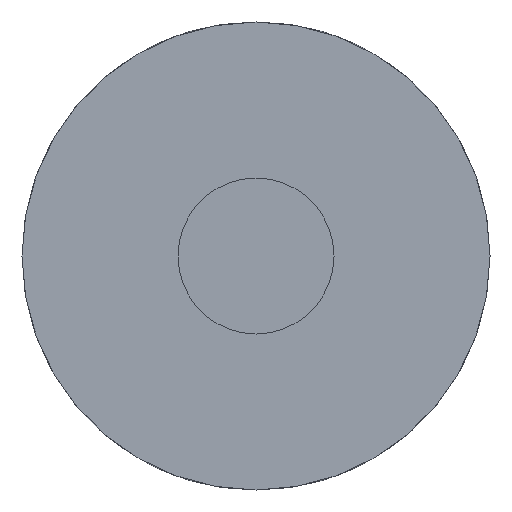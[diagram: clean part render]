
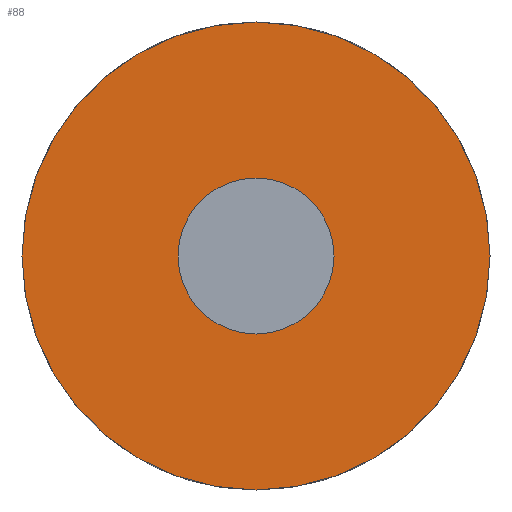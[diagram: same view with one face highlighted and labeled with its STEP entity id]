
A CAD part, front view. The second image highlights one B-rep face of the part: STEP entity #88.
In plain terms, the highlighted planar face has unit normal (0, -1, 0).
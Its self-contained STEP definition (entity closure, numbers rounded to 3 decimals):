
#2 = ORIENTED_EDGE ( 'NONE', *, *, #244, .F. ) ;
#5 = CIRCLE ( 'NONE', #329, 10. ) ;
#33 = DIRECTION ( 'NONE',  ( 0., -1., 0. ) ) ;
#52 = PLANE ( 'NONE',  #345 ) ;
#71 = AXIS2_PLACEMENT_3D ( 'NONE', #490, #442, #451 ) ;
#83 = ORIENTED_EDGE ( 'NONE', *, *, #411, .F. ) ;
#88 = ADVANCED_FACE ( 'NONE', ( #179, #94 ), #52, .F. ) ;
#94 = FACE_OUTER_BOUND ( 'NONE', #366, .T. ) ;
#97 = VERTEX_POINT ( 'NONE', #173 ) ;
#105 = CARTESIAN_POINT ( 'NONE',  ( 0., 0., 0. ) ) ;
#108 = CARTESIAN_POINT ( 'NONE',  ( 0., 0., -10. ) ) ;
#117 = CARTESIAN_POINT ( 'NONE',  ( 0., 0., 10. ) ) ;
#154 = DIRECTION ( 'NONE',  ( 0., 0., 1. ) ) ;
#161 = DIRECTION ( 'NONE',  ( 0., 1., 0. ) ) ;
#173 = CARTESIAN_POINT ( 'NONE',  ( 0., 0., 30. ) ) ;
#179 = FACE_BOUND ( 'NONE', #331, .T. ) ;
#208 = DIRECTION ( 'NONE',  ( 0., 1., 0. ) ) ;
#213 = VERTEX_POINT ( 'NONE', #108 ) ;
#227 = DIRECTION ( 'NONE',  ( 0., 0., -1. ) ) ;
#232 = DIRECTION ( 'NONE',  ( 0., 1., 0. ) ) ;
#244 = EDGE_CURVE ( 'NONE', #213, #332, #5, .T. ) ;
#250 = ORIENTED_EDGE ( 'NONE', *, *, #428, .F. ) ;
#257 = CIRCLE ( 'NONE', #71, 10. ) ;
#290 = CIRCLE ( 'NONE', #361, 30. ) ;
#316 = EDGE_CURVE ( 'NONE', #332, #213, #257, .T. ) ;
#319 = ORIENTED_EDGE ( 'NONE', *, *, #316, .F. ) ;
#324 = DIRECTION ( 'NONE',  ( 0., 0., 1. ) ) ;
#329 = AXIS2_PLACEMENT_3D ( 'NONE', #105, #33, #227 ) ;
#331 = EDGE_LOOP ( 'NONE', ( #319, #2 ) ) ;
#332 = VERTEX_POINT ( 'NONE', #117 ) ;
#345 = AXIS2_PLACEMENT_3D ( 'NONE', #462, #208, #454 ) ;
#361 = AXIS2_PLACEMENT_3D ( 'NONE', #362, #161, #324 ) ;
#362 = CARTESIAN_POINT ( 'NONE',  ( 0., 0., 0. ) ) ;
#366 = EDGE_LOOP ( 'NONE', ( #83, #250 ) ) ;
#388 = AXIS2_PLACEMENT_3D ( 'NONE', #404, #232, #154 ) ;
#404 = CARTESIAN_POINT ( 'NONE',  ( 0., 0., 0. ) ) ;
#411 = EDGE_CURVE ( 'NONE', #488, #97, #487, .T. ) ;
#428 = EDGE_CURVE ( 'NONE', #97, #488, #290, .T. ) ;
#442 = DIRECTION ( 'NONE',  ( 0., -1., 0. ) ) ;
#451 = DIRECTION ( 'NONE',  ( 0., 0., -1. ) ) ;
#453 = CARTESIAN_POINT ( 'NONE',  ( 0., 0., -30. ) ) ;
#454 = DIRECTION ( 'NONE',  ( 0., 0., 1. ) ) ;
#462 = CARTESIAN_POINT ( 'NONE',  ( 0., 0., 0. ) ) ;
#487 = CIRCLE ( 'NONE', #388, 30. ) ;
#488 = VERTEX_POINT ( 'NONE', #453 ) ;
#490 = CARTESIAN_POINT ( 'NONE',  ( 0., 0., 0. ) ) ;
